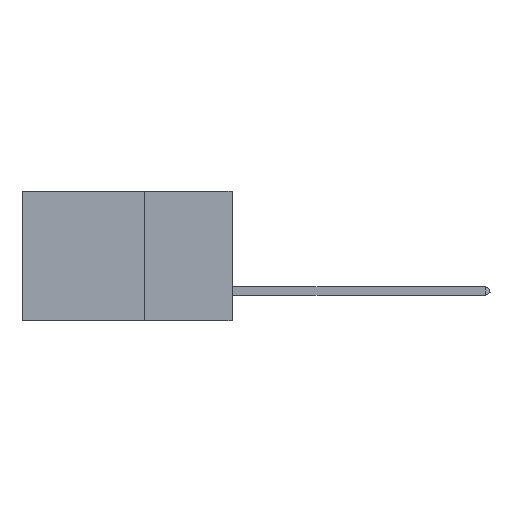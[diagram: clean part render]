
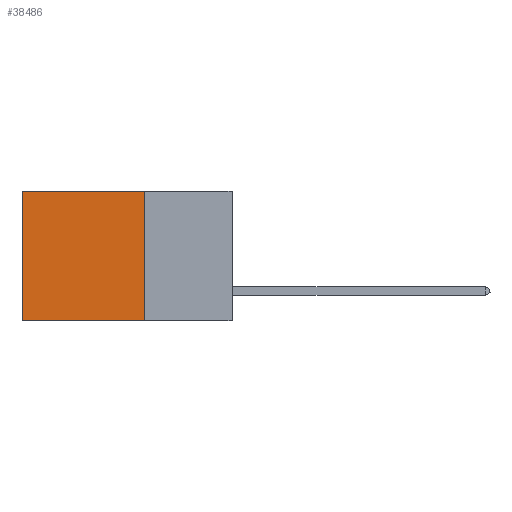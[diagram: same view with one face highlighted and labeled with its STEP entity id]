
A CAD part, left-side view. The second image highlights one B-rep face of the part: STEP entity #38486.
In plain terms, the highlighted planar face has unit normal (-1, 0, 0).
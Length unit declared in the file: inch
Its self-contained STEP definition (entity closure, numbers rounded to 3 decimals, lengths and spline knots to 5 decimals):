
#181 = ORIENTED_EDGE ( 'NONE', *, *, #19119, .T. ) ;
#287 = CARTESIAN_POINT ( 'NONE',  ( 0.2875, 0.25, 0. ) ) ;
#1272 = AXIS2_PLACEMENT_3D ( 'NONE', #2965, #18593, #28285 ) ;
#2780 = EDGE_CURVE ( 'NONE', #15275, #5707, #29779, .T. ) ;
#2965 = CARTESIAN_POINT ( 'NONE',  ( 0.2875, 0.25, 0. ) ) ;
#5191 = FACE_OUTER_BOUND ( 'NONE', #33382, .T. ) ;
#5707 = VERTEX_POINT ( 'NONE', #14780 ) ;
#5828 = CARTESIAN_POINT ( 'NONE',  ( 0.2875, 0.25, -0.37 ) ) ;
#6337 = VECTOR ( 'NONE', #39545, 39.37008 ) ;
#6639 = CARTESIAN_POINT ( 'NONE',  ( 0.2875, 0.25, 0. ) ) ;
#7574 = ORIENTED_EDGE ( 'NONE', *, *, #2780, .T. ) ;
#8141 = VECTOR ( 'NONE', #24549, 39.37008 ) ;
#11355 = VERTEX_POINT ( 'NONE', #5828 ) ;
#11719 = DIRECTION ( 'NONE',  ( 0., 1., 0. ) ) ;
#13601 = LINE ( 'NONE', #6639, #38367 ) ;
#14686 = EDGE_CURVE ( 'NONE', #11355, #5707, #33255, .T. ) ;
#14780 = CARTESIAN_POINT ( 'NONE',  ( 0.2875, 0.6, -0.37 ) ) ;
#15275 = VERTEX_POINT ( 'NONE', #19215 ) ;
#16933 = ORIENTED_EDGE ( 'NONE', *, *, #23649, .F. ) ;
#17889 = CARTESIAN_POINT ( 'NONE',  ( 0.2875, 0.25, -0.37 ) ) ;
#18275 = CARTESIAN_POINT ( 'NONE',  ( 0.2875, 0.6, 0. ) ) ;
#18593 = DIRECTION ( 'NONE',  ( 1., 0., 0. ) ) ;
#19119 = EDGE_CURVE ( 'NONE', #32870, #15275, #13601, .T. ) ;
#19215 = CARTESIAN_POINT ( 'NONE',  ( 0.2875, 0.6, 0. ) ) ;
#23649 = EDGE_CURVE ( 'NONE', #32870, #11355, #37786, .T. ) ;
#24549 = DIRECTION ( 'NONE',  ( 0., 0., -1. ) ) ;
#25006 = PLANE ( 'NONE',  #1272 ) ;
#25417 = VECTOR ( 'NONE', #11719, 39.37008 ) ;
#28285 = DIRECTION ( 'NONE',  ( 0., 0., -1. ) ) ;
#29779 = LINE ( 'NONE', #18275, #6337 ) ;
#32870 = VERTEX_POINT ( 'NONE', #287 ) ;
#33255 = LINE ( 'NONE', #17889, #25417 ) ;
#33382 = EDGE_LOOP ( 'NONE', ( #7574, #34844, #16933, #181 ) ) ;
#34480 = CARTESIAN_POINT ( 'NONE',  ( 0.2875, 0.25, 0. ) ) ;
#34844 = ORIENTED_EDGE ( 'NONE', *, *, #14686, .F. ) ;
#37786 = LINE ( 'NONE', #34480, #8141 ) ;
#37944 = DIRECTION ( 'NONE',  ( 0., 1., 0. ) ) ;
#38367 = VECTOR ( 'NONE', #37944, 39.37008 ) ;
#38486 = ADVANCED_FACE ( 'NONE', ( #5191 ), #25006, .F. ) ;
#39545 = DIRECTION ( 'NONE',  ( 0., 0., -1. ) ) ;
